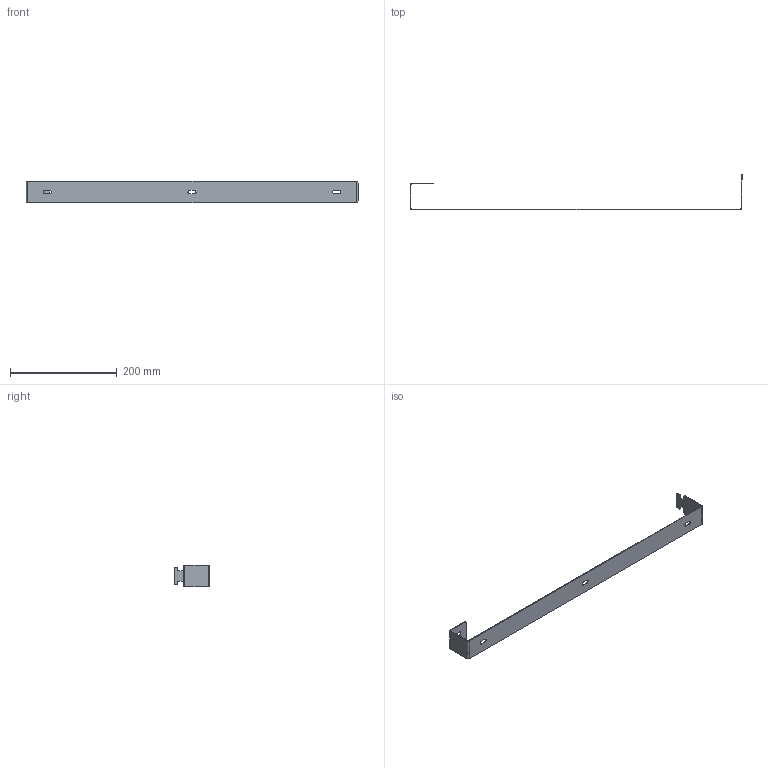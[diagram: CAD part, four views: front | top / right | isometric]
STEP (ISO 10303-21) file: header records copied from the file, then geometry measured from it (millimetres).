
FILE_DESCRIPTION (( 'STEP AP203' ), '1' );
FILE_NAME ('CLM50D-DOP-600 Äåðæàòåëü îãíåñò. ïåðåãîðîäîê ïîä STRUT-êîíñîëü 600ìì IEK.STEP', '2023-03-23T06:53:41', ( '' ), ( '' ), 'SwSTEP 2.0', 'SolidWorks 2022', '' );
FILE_SCHEMA (( 'CONFIG_CONTROL_DESIGN' ));
Length unit declared in the file: millimetre
Products named in the file (1): CLM50D-DOP-600 Держатель огнест. перегородок под STRUT-консоль 600мм IEK
Bounding box: 621 x 67 x 41 mm (x, y, z)
Volume: 46624.2 mm3; surface area: 64864.3 mm2
Topology: 1 solids, 1 shells, 56 faces, 138 edges, 84 vertices
Faces by surface type: plane 38, cylinder 18
Entity records: 1719 total; most frequent: DIRECTION 288, CARTESIAN_POINT 279, ORIENTED_EDGE 276, EDGE_CURVE 138, VECTOR 102, LINE 102, AXIS2_PLACEMENT_3D 93, VERTEX_POINT 84
